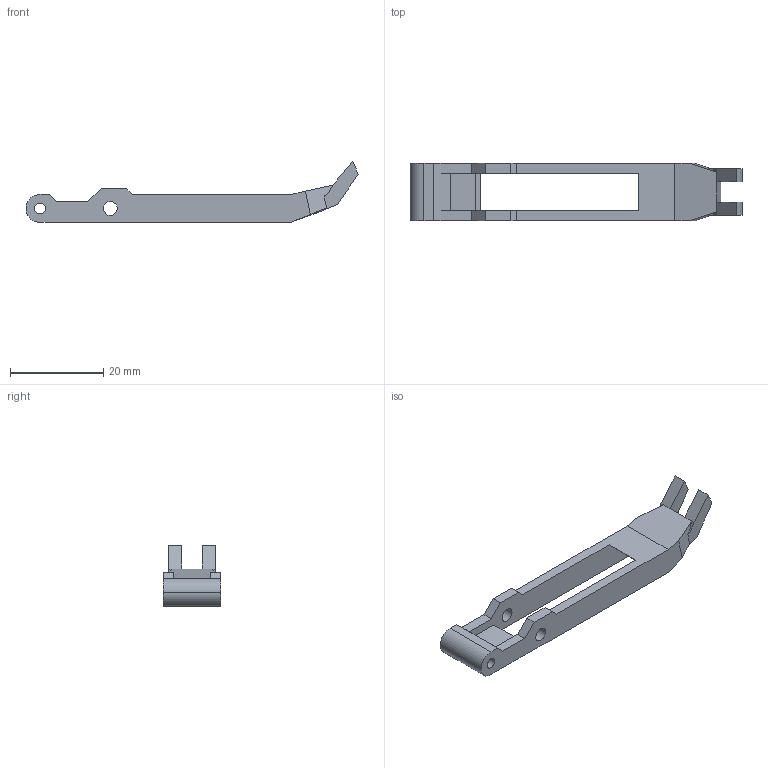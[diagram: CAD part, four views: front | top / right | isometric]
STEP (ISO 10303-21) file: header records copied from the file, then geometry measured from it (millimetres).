
FILE_DESCRIPTION (( 'STEP AP203' ), '1' );
FILE_NAME ('23.) Thumb.STEP', '2024-04-05T15:24:49', ( '' ), ( '' ), 'SwSTEP 2.0', 'SolidWorks 2024', '' );
FILE_SCHEMA (( 'CONFIG_CONTROL_DESIGN' ));
Length unit declared in the file: millimetre
Products named in the file (1): 23.) Thumb
Bounding box: 71.21 x 12.4 x 13.07 mm (x, y, z)
Volume: 2729.7 mm3; surface area: 2758.6 mm2
Topology: 1 solids, 1 shells, 56 faces, 157 edges, 102 vertices
Faces by surface type: plane 48, cylinder 8
Entity records: 1866 total; most frequent: CARTESIAN_POINT 316, ORIENTED_EDGE 314, DIRECTION 287, EDGE_CURVE 157, LINE 141, VECTOR 141, VERTEX_POINT 102, AXIS2_PLACEMENT_3D 73
